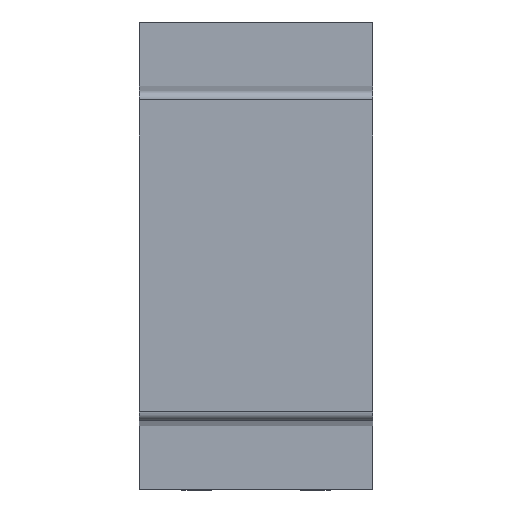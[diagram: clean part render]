
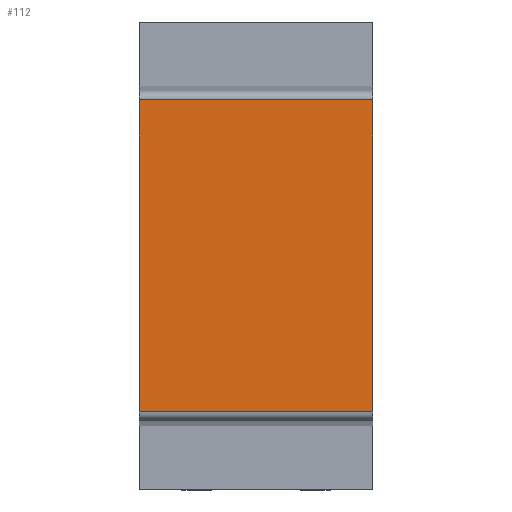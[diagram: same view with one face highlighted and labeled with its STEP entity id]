
A CAD part, top view. The second image highlights one B-rep face of the part: STEP entity #112.
In plain terms, the highlighted planar face has unit normal (0, 0, 1).
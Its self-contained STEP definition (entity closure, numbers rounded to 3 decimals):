
#112=ADVANCED_FACE('',(#190),#191,.F.);
#190=FACE_OUTER_BOUND('',#270,.T.);
#191=PLANE('',#271);
#270=EDGE_LOOP('',(#603,#604,#605,#606));
#271=AXIS2_PLACEMENT_3D('',#607,#608,#609);
#603=ORIENTED_EDGE('',*,*,#662,.T.);
#604=ORIENTED_EDGE('',*,*,#736,.T.);
#605=ORIENTED_EDGE('',*,*,#678,.T.);
#606=ORIENTED_EDGE('',*,*,#737,.T.);
#607=CARTESIAN_POINT('',(0.0,0.0,0.0));
#608=DIRECTION('',(0.0,0.0,-1.0));
#609=DIRECTION('',(0.0,-1.0,0.0));
#662=EDGE_CURVE('',#814,#812,#815,.T.);
#678=EDGE_CURVE('',#840,#841,#842,.T.);
#736=EDGE_CURVE('',#812,#840,#926,.T.);
#737=EDGE_CURVE('',#841,#814,#927,.T.);
#812=VERTEX_POINT('',#1033);
#814=VERTEX_POINT('',#1035);
#815=LINE('',#1036,#1037);
#840=VERTEX_POINT('',#1076);
#841=VERTEX_POINT('',#1077);
#842=LINE('',#1078,#1079);
#926=LINE('',#1212,#1213);
#927=LINE('',#1214,#1215);
#1033=CARTESIAN_POINT('',(-0.4,-0.533,0.0));
#1035=CARTESIAN_POINT('',(-0.4,0.533,0.0));
#1036=CARTESIAN_POINT('',(-0.4,-0.58,0.0));
#1037=VECTOR('',#1268,1000.0);
#1076=CARTESIAN_POINT('',(0.4,-0.533,0.0));
#1077=CARTESIAN_POINT('',(0.4,0.533,0.0));
#1078=CARTESIAN_POINT('',(0.4,-0.58,0.0));
#1079=VECTOR('',#1286,1000.0);
#1212=CARTESIAN_POINT('',(0.0,-0.533,0.0));
#1213=VECTOR('',#1360,1000.0);
#1214=CARTESIAN_POINT('',(0.0,0.533,0.0));
#1215=VECTOR('',#1361,1000.0);
#1268=DIRECTION('',(-0.0,-1.0,-0.0));
#1286=DIRECTION('',(0.0,1.0,0.0));
#1360=DIRECTION('',(1.0,0.0,0.0));
#1361=DIRECTION('',(-1.0,0.0,0.0));
